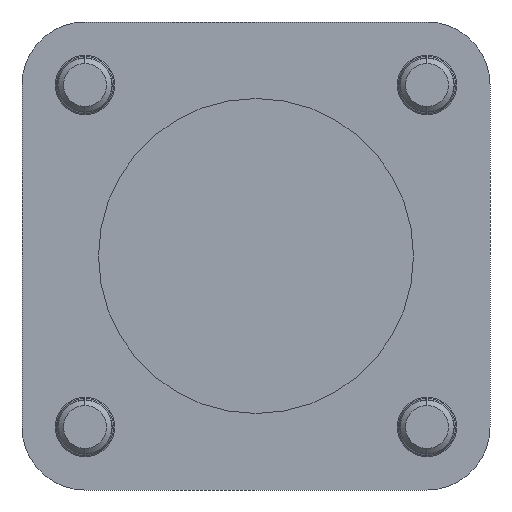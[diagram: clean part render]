
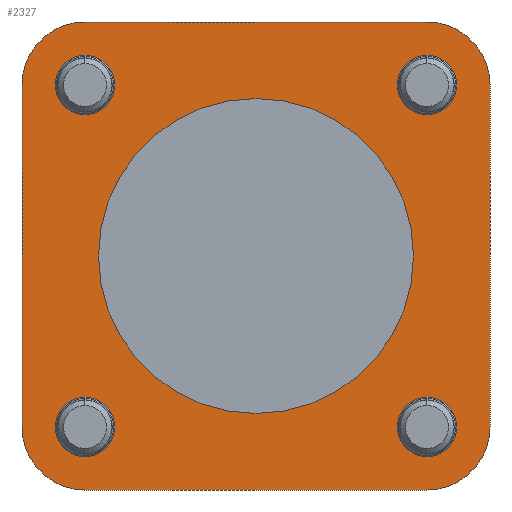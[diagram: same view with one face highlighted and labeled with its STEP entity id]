
A CAD part, left-side view. The second image highlights one B-rep face of the part: STEP entity #2327.
In plain terms, the highlighted planar face has unit normal (-1, 0, 0).
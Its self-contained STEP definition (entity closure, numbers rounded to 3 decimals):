
#1397=CARTESIAN_POINT('',(0.,-19.,26.));
#1398=VERTEX_POINT('',#1397);
#1405=CARTESIAN_POINT('',(0.,-26.,19.));
#1406=VERTEX_POINT('',#1405);
#1407=CARTESIAN_POINT('',(0.,-19.,19.));
#1408=DIRECTION('',(1.,0.,0.));
#1409=DIRECTION('',(0.,0.,-1.));
#1410=AXIS2_PLACEMENT_3D('',#1407,#1408,#1409);
#1411=CIRCLE('',#1410,7.);
#1412=EDGE_CURVE('',#1398,#1406,#1411,.T.);
#1439=CARTESIAN_POINT('',(0.,-26.,-19.));
#1440=VERTEX_POINT('',#1439);
#1447=CARTESIAN_POINT('',(0.,-19.,-26.));
#1448=VERTEX_POINT('',#1447);
#1449=CARTESIAN_POINT('',(0.,-19.,-19.));
#1450=DIRECTION('',(1.,0.,0.));
#1451=DIRECTION('',(0.,0.,-1.));
#1452=AXIS2_PLACEMENT_3D('',#1449,#1450,#1451);
#1453=CIRCLE('',#1452,7.);
#1454=EDGE_CURVE('',#1440,#1448,#1453,.T.);
#1481=CARTESIAN_POINT('',(0.,19.,-26.));
#1482=VERTEX_POINT('',#1481);
#1489=CARTESIAN_POINT('',(0.,26.,-19.));
#1490=VERTEX_POINT('',#1489);
#1491=CARTESIAN_POINT('',(0.,19.,-19.));
#1492=DIRECTION('',(1.,0.,0.));
#1493=DIRECTION('',(0.,0.,-1.));
#1494=AXIS2_PLACEMENT_3D('',#1491,#1492,#1493);
#1495=CIRCLE('',#1494,7.);
#1496=EDGE_CURVE('',#1482,#1490,#1495,.T.);
#1512=CARTESIAN_POINT('',(0.,-19.,-22.3));
#1513=VERTEX_POINT('',#1512);
#1522=CARTESIAN_POINT('',(0.,-19.,-15.7));
#1523=VERTEX_POINT('',#1522);
#1524=CARTESIAN_POINT('',(0.,-19.,-19.));
#1525=DIRECTION('',(1.,0.,0.));
#1526=DIRECTION('',(0.,0.,-1.));
#1527=AXIS2_PLACEMENT_3D('',#1524,#1525,#1526);
#1528=CIRCLE('',#1527,3.3);
#1529=EDGE_CURVE('',#1523,#1513,#1528,.T.);
#1554=CARTESIAN_POINT('',(0.,19.,-22.3));
#1555=VERTEX_POINT('',#1554);
#1564=CARTESIAN_POINT('',(0.,19.,-15.7));
#1565=VERTEX_POINT('',#1564);
#1566=CARTESIAN_POINT('',(0.,19.,-19.));
#1567=DIRECTION('',(1.,0.,0.));
#1568=DIRECTION('',(0.,0.,-1.));
#1569=AXIS2_PLACEMENT_3D('',#1566,#1567,#1568);
#1570=CIRCLE('',#1569,3.3);
#1571=EDGE_CURVE('',#1565,#1555,#1570,.T.);
#1596=CARTESIAN_POINT('',(0.,-19.,15.7));
#1597=VERTEX_POINT('',#1596);
#1606=CARTESIAN_POINT('',(0.,-19.,22.3));
#1607=VERTEX_POINT('',#1606);
#1608=CARTESIAN_POINT('',(0.,-19.,19.));
#1609=DIRECTION('',(1.,0.,0.));
#1610=DIRECTION('',(0.,0.,-1.));
#1611=AXIS2_PLACEMENT_3D('',#1608,#1609,#1610);
#1612=CIRCLE('',#1611,3.3);
#1613=EDGE_CURVE('',#1607,#1597,#1612,.T.);
#1638=CARTESIAN_POINT('',(0.,19.,15.7));
#1639=VERTEX_POINT('',#1638);
#1648=CARTESIAN_POINT('',(0.,19.,22.3));
#1649=VERTEX_POINT('',#1648);
#1650=CARTESIAN_POINT('',(0.,19.,19.));
#1651=DIRECTION('',(1.,0.,0.));
#1652=DIRECTION('',(0.,0.,-1.));
#1653=AXIS2_PLACEMENT_3D('',#1650,#1651,#1652);
#1654=CIRCLE('',#1653,3.3);
#1655=EDGE_CURVE('',#1649,#1639,#1654,.T.);
#1691=CARTESIAN_POINT('',(0.,26.,19.));
#1692=VERTEX_POINT('',#1691);
#1699=CARTESIAN_POINT('',(0.,19.,26.));
#1700=VERTEX_POINT('',#1699);
#1701=CARTESIAN_POINT('',(0.,19.,19.));
#1702=DIRECTION('',(1.,0.,0.));
#1703=DIRECTION('',(0.,0.,-1.));
#1704=AXIS2_PLACEMENT_3D('',#1701,#1702,#1703);
#1705=CIRCLE('',#1704,7.);
#1706=EDGE_CURVE('',#1692,#1700,#1705,.T.);
#1926=CARTESIAN_POINT('',(0.,19.,26.));
#1927=DIRECTION('',(0.,-1.,0.));
#1928=VECTOR('',#1927,38.);
#1929=LINE('',#1926,#1928);
#1930=EDGE_CURVE('',#1700,#1398,#1929,.T.);
#1972=CARTESIAN_POINT('',(0.,-26.,19.));
#1973=DIRECTION('',(0.,0.,-1.));
#1974=VECTOR('',#1973,38.);
#1975=LINE('',#1972,#1974);
#1976=EDGE_CURVE('',#1406,#1440,#1975,.T.);
#2026=CARTESIAN_POINT('',(0.,-19.,-26.));
#2027=DIRECTION('',(0.,1.,0.));
#2028=VECTOR('',#2027,38.);
#2029=LINE('',#2026,#2028);
#2030=EDGE_CURVE('',#1448,#1482,#2029,.T.);
#2080=CARTESIAN_POINT('',(0.,26.,-19.));
#2081=DIRECTION('',(0.,0.,1.));
#2082=VECTOR('',#2081,38.);
#2083=LINE('',#2080,#2082);
#2084=EDGE_CURVE('',#1490,#1692,#2083,.T.);
#2252=CARTESIAN_POINT('',(0.,-19.,19.));
#2253=DIRECTION('',(1.,0.,0.));
#2254=DIRECTION('',(0.,0.,-1.));
#2255=AXIS2_PLACEMENT_3D('',#2252,#2253,#2254);
#2256=PLANE('',#2255);
#2257=CARTESIAN_POINT('',(0.,-0.,-17.5));
#2258=VERTEX_POINT('',#2257);
#2259=CARTESIAN_POINT('',(0.,0.,17.5));
#2260=VERTEX_POINT('',#2259);
#2261=CARTESIAN_POINT('',(0.,0.,0.));
#2262=DIRECTION('',(1.,0.,0.));
#2263=DIRECTION('',(0.,0.,-1.));
#2264=AXIS2_PLACEMENT_3D('',#2261,#2262,#2263);
#2265=CIRCLE('',#2264,17.5);
#2266=EDGE_CURVE('',#2258,#2260,#2265,.T.);
#2267=ORIENTED_EDGE('',*,*,#2266,.T.);
#2268=CARTESIAN_POINT('',(0.,0.,0.));
#2269=DIRECTION('',(1.,0.,0.));
#2270=DIRECTION('',(0.,0.,-1.));
#2271=AXIS2_PLACEMENT_3D('',#2268,#2269,#2270);
#2272=CIRCLE('',#2271,17.5);
#2273=EDGE_CURVE('',#2260,#2258,#2272,.T.);
#2274=ORIENTED_EDGE('',*,*,#2273,.T.);
#2275=EDGE_LOOP('',(#2267,#2274));
#2276=FACE_BOUND('',#2275,.T.);
#2277=CARTESIAN_POINT('',(0.,19.,19.));
#2278=DIRECTION('',(1.,0.,0.));
#2279=DIRECTION('',(0.,0.,-1.));
#2280=AXIS2_PLACEMENT_3D('',#2277,#2278,#2279);
#2281=CIRCLE('',#2280,3.3);
#2282=EDGE_CURVE('',#1639,#1649,#2281,.T.);
#2283=ORIENTED_EDGE('',*,*,#2282,.T.);
#2284=ORIENTED_EDGE('',*,*,#1655,.T.);
#2285=EDGE_LOOP('',(#2283,#2284));
#2286=FACE_BOUND('',#2285,.T.);
#2287=CARTESIAN_POINT('',(0.,-19.,19.));
#2288=DIRECTION('',(1.,0.,0.));
#2289=DIRECTION('',(0.,0.,-1.));
#2290=AXIS2_PLACEMENT_3D('',#2287,#2288,#2289);
#2291=CIRCLE('',#2290,3.3);
#2292=EDGE_CURVE('',#1597,#1607,#2291,.T.);
#2293=ORIENTED_EDGE('',*,*,#2292,.T.);
#2294=ORIENTED_EDGE('',*,*,#1613,.T.);
#2295=EDGE_LOOP('',(#2293,#2294));
#2296=FACE_BOUND('',#2295,.T.);
#2297=CARTESIAN_POINT('',(0.,19.,-19.));
#2298=DIRECTION('',(1.,0.,0.));
#2299=DIRECTION('',(0.,0.,-1.));
#2300=AXIS2_PLACEMENT_3D('',#2297,#2298,#2299);
#2301=CIRCLE('',#2300,3.3);
#2302=EDGE_CURVE('',#1555,#1565,#2301,.T.);
#2303=ORIENTED_EDGE('',*,*,#2302,.T.);
#2304=ORIENTED_EDGE('',*,*,#1571,.T.);
#2305=EDGE_LOOP('',(#2303,#2304));
#2306=FACE_BOUND('',#2305,.T.);
#2307=CARTESIAN_POINT('',(0.,-19.,-19.));
#2308=DIRECTION('',(1.,0.,0.));
#2309=DIRECTION('',(0.,0.,-1.));
#2310=AXIS2_PLACEMENT_3D('',#2307,#2308,#2309);
#2311=CIRCLE('',#2310,3.3);
#2312=EDGE_CURVE('',#1513,#1523,#2311,.T.);
#2313=ORIENTED_EDGE('',*,*,#2312,.T.);
#2314=ORIENTED_EDGE('',*,*,#1529,.T.);
#2315=EDGE_LOOP('',(#2313,#2314));
#2316=FACE_BOUND('',#2315,.T.);
#2317=ORIENTED_EDGE('',*,*,#1930,.F.);
#2318=ORIENTED_EDGE('',*,*,#1706,.F.);
#2319=ORIENTED_EDGE('',*,*,#2084,.F.);
#2320=ORIENTED_EDGE('',*,*,#1496,.F.);
#2321=ORIENTED_EDGE('',*,*,#2030,.F.);
#2322=ORIENTED_EDGE('',*,*,#1454,.F.);
#2323=ORIENTED_EDGE('',*,*,#1976,.F.);
#2324=ORIENTED_EDGE('',*,*,#1412,.F.);
#2325=EDGE_LOOP('',(#2317,#2318,#2319,#2320,#2321,#2322,#2323,#2324));
#2326=FACE_BOUND('',#2325,.T.);
#2327=ADVANCED_FACE('',(#2276,#2286,#2296,#2306,#2316,#2326),#2256,.F.);
